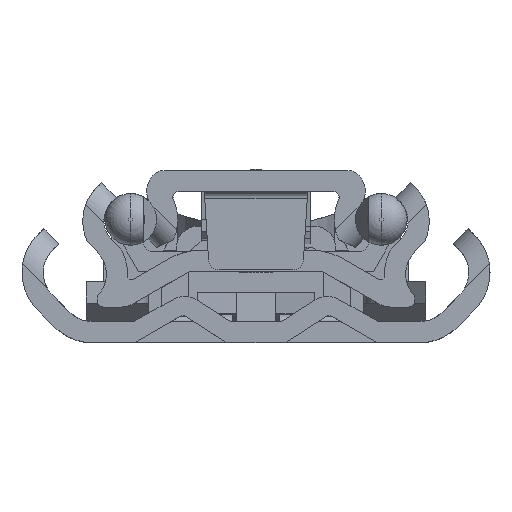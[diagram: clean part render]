
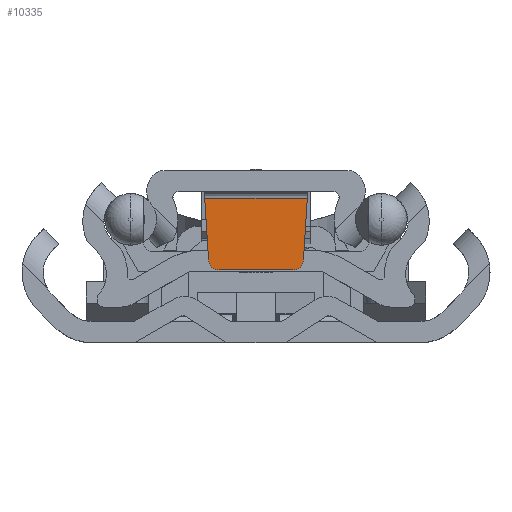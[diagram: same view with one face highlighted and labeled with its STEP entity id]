
A CAD part, left-side view. The second image highlights one B-rep face of the part: STEP entity #10335.
In plain terms, the highlighted planar face has unit normal (-1, 0, 0).
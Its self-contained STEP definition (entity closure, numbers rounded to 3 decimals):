
#366 = DIRECTION ( 'NONE',  ( 1., 0., 0. ) ) ;
#955 = AXIS2_PLACEMENT_3D ( 'NONE', #8827, #14211, #5982 ) ;
#1209 = ORIENTED_EDGE ( 'NONE', *, *, #7553, .T. ) ;
#1903 = LINE ( 'NONE', #15783, #13404 ) ;
#2206 = CARTESIAN_POINT ( 'NONE',  ( 4.4, 2.781, 6.3 ) ) ;
#2582 = CARTESIAN_POINT ( 'NONE',  ( 4.4, -3.87, 10.9 ) ) ;
#2836 = VERTEX_POINT ( 'NONE', #2582 ) ;
#3204 = DIRECTION ( 'NONE',  ( 0., 1., 0. ) ) ;
#3350 = PLANE ( 'NONE',  #955 ) ;
#3560 = CARTESIAN_POINT ( 'NONE',  ( 4.4, -2.781, 6.3 ) ) ;
#4229 = VERTEX_POINT ( 'NONE', #9858 ) ;
#4309 = EDGE_CURVE ( 'NONE', #4229, #14287, #6088, .T. ) ;
#4454 = VECTOR ( 'NONE', #3204, 1000. ) ;
#4852 = DIRECTION ( 'NONE',  ( 0., 0., -1. ) ) ;
#5425 = EDGE_LOOP ( 'NONE', ( #10859, #1209, #7904, #5450, #15639, #5799 ) ) ;
#5450 = ORIENTED_EDGE ( 'NONE', *, *, #13540, .F. ) ;
#5472 = CARTESIAN_POINT ( 'NONE',  ( 4.4, 3.87, 10.9 ) ) ;
#5799 = ORIENTED_EDGE ( 'NONE', *, *, #4309, .F. ) ;
#5811 = AXIS2_PLACEMENT_3D ( 'NONE', #2206, #9417, #4852 ) ;
#5982 = DIRECTION ( 'NONE',  ( 0., 0., -1. ) ) ;
#6088 = CIRCLE ( 'NONE', #11634, 0.8 ) ;
#6684 = DIRECTION ( 'NONE',  ( 0., 0.062, 0.998 ) ) ;
#7501 = CARTESIAN_POINT ( 'NONE',  ( 4.4, 3.579, 6.25 ) ) ;
#7553 = EDGE_CURVE ( 'NONE', #2836, #9768, #1903, .T. ) ;
#7904 = ORIENTED_EDGE ( 'NONE', *, *, #17516, .F. ) ;
#8436 = CIRCLE ( 'NONE', #5811, 0.8 ) ;
#8483 = VECTOR ( 'NONE', #17164, 1000. ) ;
#8654 = DIRECTION ( 'NONE',  ( 0., 1., 0. ) ) ;
#8827 = CARTESIAN_POINT ( 'NONE',  ( 4.4, -2.781, 6.3 ) ) ;
#8951 = CARTESIAN_POINT ( 'NONE',  ( 4.4, -2.781, 5.5 ) ) ;
#8997 = CARTESIAN_POINT ( 'NONE',  ( 4.4, -2.781, 5.5 ) ) ;
#9417 = DIRECTION ( 'NONE',  ( 1., 0., 0. ) ) ;
#9768 = VERTEX_POINT ( 'NONE', #5472 ) ;
#9858 = CARTESIAN_POINT ( 'NONE',  ( 4.4, -3.579, 6.25 ) ) ;
#10040 = VERTEX_POINT ( 'NONE', #7501 ) ;
#10117 = EDGE_CURVE ( 'NONE', #14287, #11860, #10406, .T. ) ;
#10335 = ADVANCED_FACE ( 'NONE', ( #12941 ), #3350, .F. ) ;
#10406 = LINE ( 'NONE', #8951, #4454 ) ;
#10859 = ORIENTED_EDGE ( 'NONE', *, *, #14924, .F. ) ;
#11436 = VECTOR ( 'NONE', #6684, 1000. ) ;
#11634 = AXIS2_PLACEMENT_3D ( 'NONE', #3560, #366, #14525 ) ;
#11695 = CARTESIAN_POINT ( 'NONE',  ( 4.4, -3.579, 6.25 ) ) ;
#11860 = VERTEX_POINT ( 'NONE', #15583 ) ;
#12173 = CARTESIAN_POINT ( 'NONE',  ( 4.4, 3.579, 6.25 ) ) ;
#12268 = LINE ( 'NONE', #12173, #11436 ) ;
#12941 = FACE_OUTER_BOUND ( 'NONE', #5425, .T. ) ;
#13404 = VECTOR ( 'NONE', #8654, 1000. ) ;
#13540 = EDGE_CURVE ( 'NONE', #11860, #10040, #8436, .T. ) ;
#14211 = DIRECTION ( 'NONE',  ( 1., 0., 0. ) ) ;
#14287 = VERTEX_POINT ( 'NONE', #8997 ) ;
#14525 = DIRECTION ( 'NONE',  ( 0., 0., -1. ) ) ;
#14924 = EDGE_CURVE ( 'NONE', #2836, #4229, #17431, .T. ) ;
#15583 = CARTESIAN_POINT ( 'NONE',  ( 4.4, 2.781, 5.5 ) ) ;
#15639 = ORIENTED_EDGE ( 'NONE', *, *, #10117, .F. ) ;
#15783 = CARTESIAN_POINT ( 'NONE',  ( 4.4, 3.901, 10.9 ) ) ;
#17164 = DIRECTION ( 'NONE',  ( 0., 0.062, -0.998 ) ) ;
#17431 = LINE ( 'NONE', #11695, #8483 ) ;
#17516 = EDGE_CURVE ( 'NONE', #10040, #9768, #12268, .T. ) ;
